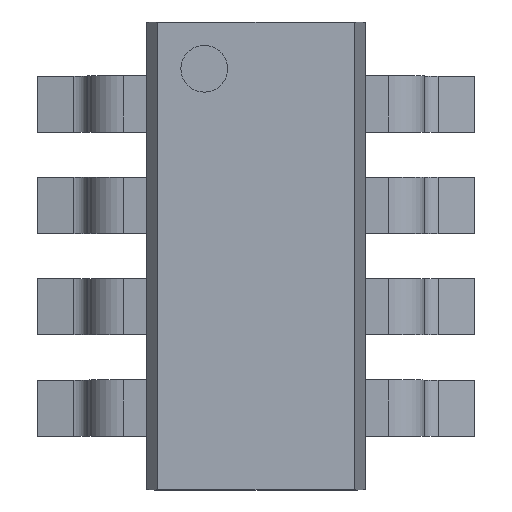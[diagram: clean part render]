
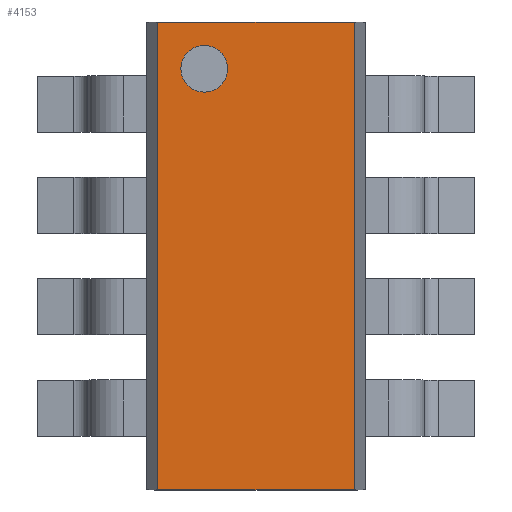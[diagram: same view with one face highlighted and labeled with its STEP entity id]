
A CAD part, top view. The second image highlights one B-rep face of the part: STEP entity #4153.
In plain terms, the highlighted planar face has unit normal (0, 0, 1).
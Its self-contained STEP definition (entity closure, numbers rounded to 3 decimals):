
#3799=CARTESIAN_POINT('',(-0.182,1.2,1.));
#3800=VERTEX_POINT('',#3799);
#3809=CARTESIAN_POINT('',(-0.482,1.2,1.));
#3810=VERTEX_POINT('',#3809);
#3811=CARTESIAN_POINT('',(-0.332,1.2,1.));
#3812=DIRECTION('',(0.0,0.0,-1.0));
#3813=DIRECTION('',(1.0,0.0,0.0));
#3814=AXIS2_PLACEMENT_3D('',#3811,#3812,#3813);
#3815=CIRCLE('',#3814,0.15);
#3816=EDGE_CURVE('',#3810,#3800,#3815,.T.);
#3850=CARTESIAN_POINT('',(-0.332,1.2,1.));
#3851=DIRECTION('',(0.0,0.0,-1.0));
#3852=DIRECTION('',(1.0,0.0,0.0));
#3853=AXIS2_PLACEMENT_3D('',#3850,#3851,#3852);
#3854=CIRCLE('',#3853,0.15);
#3855=EDGE_CURVE('',#3800,#3810,#3854,.T.);
#3877=CARTESIAN_POINT('',(-0.632,-1.5,1.));
#3878=VERTEX_POINT('',#3877);
#3885=CARTESIAN_POINT('',(-0.632,1.5,1.));
#3886=VERTEX_POINT('',#3885);
#3887=CARTESIAN_POINT('',(-0.632,1.5,1.));
#3888=DIRECTION('',(0.0,-1.0,0.0));
#3889=VECTOR('',#3888,3.0);
#3890=LINE('',#3887,#3889);
#3891=EDGE_CURVE('',#3886,#3878,#3890,.T.);
#3932=CARTESIAN_POINT('',(0.632,1.5,1.));
#3933=VERTEX_POINT('',#3932);
#3934=CARTESIAN_POINT('',(0.632,1.5,1.));
#3935=DIRECTION('',(-1.0,0.0,0.0));
#3936=VECTOR('',#3935,1.263);
#3937=LINE('',#3934,#3936);
#3938=EDGE_CURVE('',#3933,#3886,#3937,.T.);
#3978=CARTESIAN_POINT('',(0.632,-1.5,1.));
#3979=VERTEX_POINT('',#3978);
#3995=CARTESIAN_POINT('',(0.632,-1.5,1.));
#3996=DIRECTION('',(0.0,1.0,0.0));
#3997=VECTOR('',#3996,3.0);
#3998=LINE('',#3995,#3997);
#3999=EDGE_CURVE('',#3933,#3979,#3998,.F.);
#4048=CARTESIAN_POINT('',(-0.632,-1.5,1.));
#4049=DIRECTION('',(1.0,0.0,0.0));
#4050=VECTOR('',#4049,1.263);
#4051=LINE('',#4048,#4050);
#4052=EDGE_CURVE('',#3878,#3979,#4051,.T.);
#4138=CARTESIAN_POINT('',(-0.615,1.5,1.));
#4139=DIRECTION('',(0.0,0.0,1.0));
#4140=DIRECTION('',(-1.0,0.0,0.0));
#4141=AXIS2_PLACEMENT_3D('',#4138,#4139,#4140);
#4142=PLANE('',#4141);
#4143=ORIENTED_EDGE('',*,*,#4052,.T.);
#4144=ORIENTED_EDGE('',*,*,#3999,.F.);
#4145=ORIENTED_EDGE('',*,*,#3938,.T.);
#4146=ORIENTED_EDGE('',*,*,#3891,.T.);
#4147=EDGE_LOOP('',(#4143,#4144,#4145,#4146));
#4148=FACE_OUTER_BOUND('',#4147,.T.);
#4149=ORIENTED_EDGE('',*,*,#3855,.T.);
#4150=ORIENTED_EDGE('',*,*,#3816,.T.);
#4151=EDGE_LOOP('',(#4149,#4150));
#4152=FACE_BOUND('',#4151,.T.);
#4153=ADVANCED_FACE('',(#4148,#4152),#4142,.T.);
